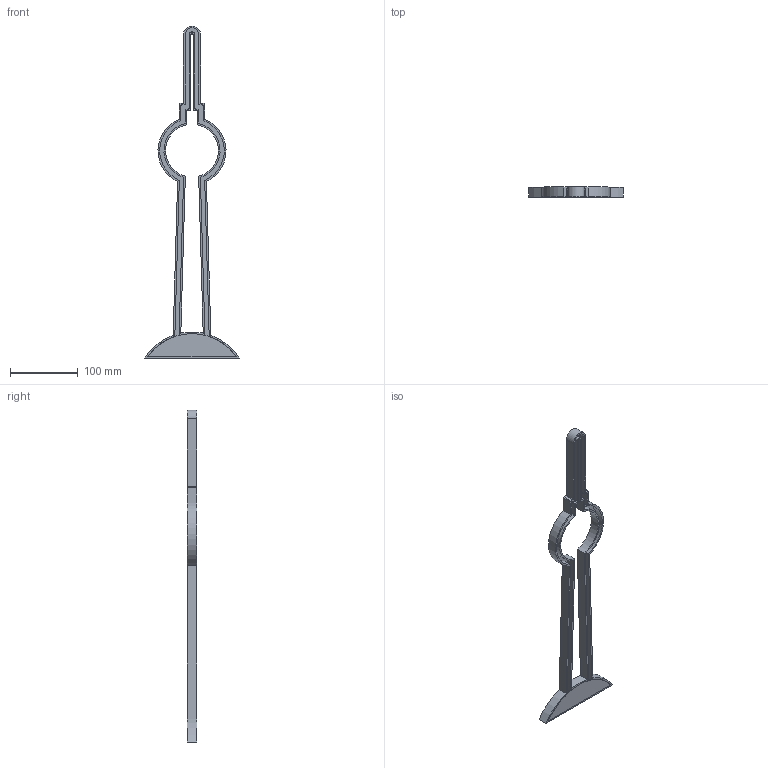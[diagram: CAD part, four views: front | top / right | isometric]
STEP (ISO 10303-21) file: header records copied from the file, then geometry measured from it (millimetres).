
FILE_DESCRIPTION(/* description */ (''),/* implementation_level */ '2;1');
FILE_NAME(/* name */ 'Fernsehturm v8.stp',/* time_stamp */ '2025-09-12T00:14:20+02:00',/* author */ (''),/* organization */ (''),/* preprocessor_version */ 'ST-DEVELOPER v20.1',/* originating_system */ 'Autodesk Translation Framework v14.10.0.0',/* authorisation */ '');
FILE_SCHEMA (('AUTOMOTIVE_DESIGN { 1 0 10303 214 3 1 1 }'));
Length unit declared in the file: millimetre
Products named in the file (1): Fernsehturm
Bounding box: 140 x 14.5 x 490.3 mm (x, y, z)
Volume: 113190.3 mm3; surface area: 94931 mm2
Topology: 2 solids, 2 shells, 122 faces, 341 edges, 227 vertices
Faces by surface type: plane 61, cylinder 44, bspline 17
Full cylindrical faces by diameter (mm): 7.5 x1, 10 x1
Entity records: 4000 total; most frequent: CARTESIAN_POINT 844, ORIENTED_EDGE 682, DIRECTION 608, EDGE_CURVE 341, VERTEX_POINT 227, LINE 218, VECTOR 218, AXIS2_PLACEMENT_3D 195
